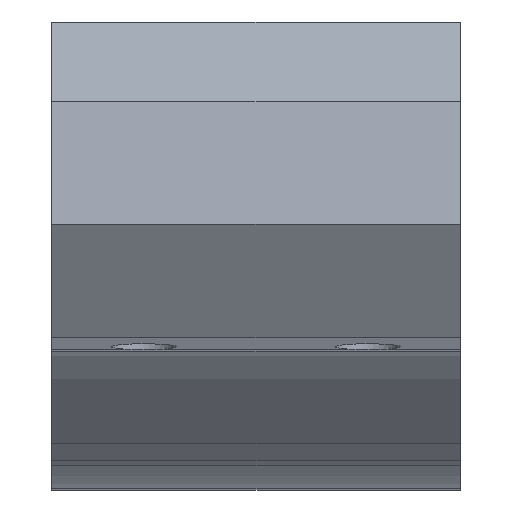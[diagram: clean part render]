
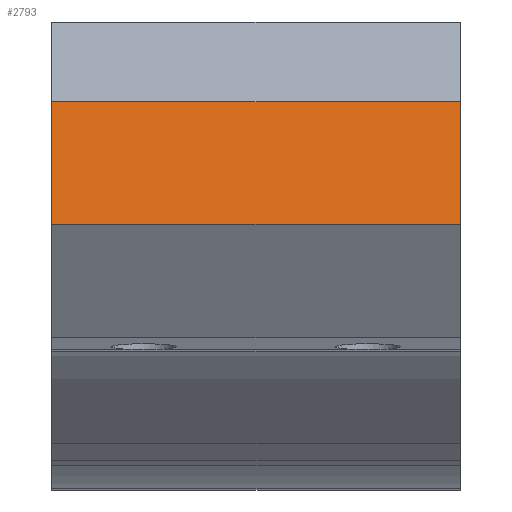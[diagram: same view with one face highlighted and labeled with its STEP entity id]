
A CAD part, top view. The second image highlights one B-rep face of the part: STEP entity #2793.
In plain terms, the highlighted planar face has unit normal (0, 0.174, 0.985).
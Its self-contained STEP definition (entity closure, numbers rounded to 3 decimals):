
#341=LINE('',#4535,#665);
#388=LINE('',#4792,#712);
#389=LINE('',#4795,#713);
#390=LINE('',#4796,#714);
#665=VECTOR('',#3586,10.);
#712=VECTOR('',#3703,10.);
#713=VECTOR('',#3706,10.);
#714=VECTOR('',#3707,10.);
#881=FACE_OUTER_BOUND('',#1048,.T.);
#1048=EDGE_LOOP('',(#2480,#2481,#2482,#2483));
#1323=VERTEX_POINT('',#4532);
#1324=VERTEX_POINT('',#4534);
#1351=VERTEX_POINT('',#4790);
#1352=VERTEX_POINT('',#4794);
#1681=EDGE_CURVE('',#1323,#1324,#341,.T.);
#1739=EDGE_CURVE('',#1323,#1351,#388,.T.);
#1740=EDGE_CURVE('',#1352,#1351,#389,.T.);
#1741=EDGE_CURVE('',#1324,#1352,#390,.T.);
#2480=ORIENTED_EDGE('',*,*,#1740,.F.);
#2481=ORIENTED_EDGE('',*,*,#1741,.F.);
#2482=ORIENTED_EDGE('',*,*,#1681,.F.);
#2483=ORIENTED_EDGE('',*,*,#1739,.T.);
#2647=PLANE('',#3002);
#2793=ADVANCED_FACE('',(#881),#2647,.T.);
#3002=AXIS2_PLACEMENT_3D('',#4793,#3704,#3705);
#3586=DIRECTION('',(0.,-0.985,0.174));
#3703=DIRECTION('',(-1.,0.,0.));
#3704=DIRECTION('center_axis',(0.,0.174,0.985));
#3705=DIRECTION('ref_axis',(0.,0.985,-0.174));
#3706=DIRECTION('',(0.,0.985,-0.174));
#3707=DIRECTION('',(-1.,0.,0.));
#4532=CARTESIAN_POINT('',(37.5,8.813,43.664));
#4534=CARTESIAN_POINT('',(37.5,0.712,45.093));
#4535=CARTESIAN_POINT('',(37.5,8.813,43.664));
#4790=CARTESIAN_POINT('',(10.5,8.813,43.664));
#4792=CARTESIAN_POINT('',(37.5,8.813,43.664));
#4793=CARTESIAN_POINT('Origin',(37.5,0.712,45.093));
#4794=CARTESIAN_POINT('',(10.5,0.712,45.093));
#4795=CARTESIAN_POINT('',(10.5,5.439,44.259));
#4796=CARTESIAN_POINT('',(37.5,0.712,45.093));
